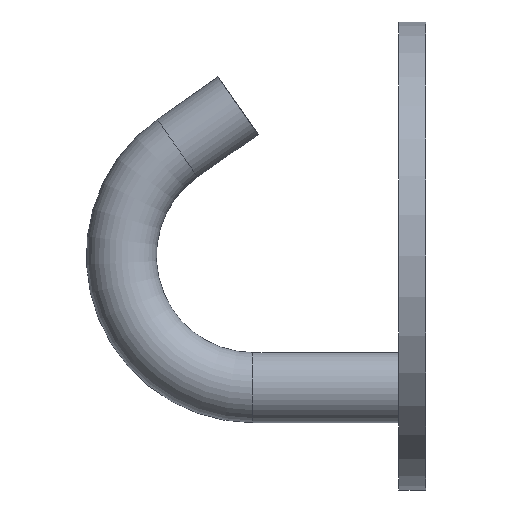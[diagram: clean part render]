
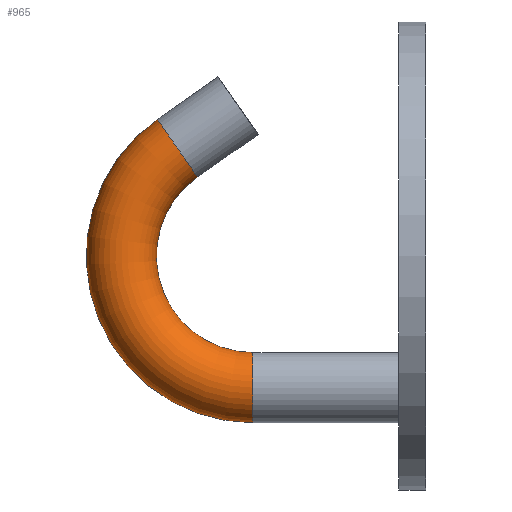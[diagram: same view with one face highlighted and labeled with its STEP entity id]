
A CAD part, left-side view. The second image highlights one B-rep face of the part: STEP entity #965.
In plain terms, the highlighted toroidal (fillet/blend) face has major radius 11.25 mm and minor radius 3 mm.
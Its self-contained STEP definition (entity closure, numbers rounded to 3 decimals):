
#62 = CIRCLE ( 'NONE', #240, 3. ) ;
#240 = AXIS2_PLACEMENT_3D ( 'NONE', #4929, #6121, #12288 ) ;
#715 = DIRECTION ( 'NONE',  ( 0., 0., -1. ) ) ;
#914 = EDGE_CURVE ( 'NONE', #5868, #12239, #62, .T. ) ;
#965 = ADVANCED_FACE ( 'NONE', ( #15361 ), #10444, .T. ) ;
#1517 = CARTESIAN_POINT ( 'NONE',  ( 0., 14.75, -14.25 ) ) ;
#1600 = EDGE_CURVE ( 'NONE', #14133, #7717, #13900, .T. ) ;
#1741 = ORIENTED_EDGE ( 'NONE', *, *, #914, .T. ) ;
#1793 = CARTESIAN_POINT ( 'NONE',  ( 0., 14.75, -11.25 ) ) ;
#2236 = EDGE_CURVE ( 'NONE', #14133, #5868, #15535, .T. ) ;
#2462 = ORIENTED_EDGE ( 'NONE', *, *, #12474, .F. ) ;
#2888 = DIRECTION ( 'NONE',  ( 0., 0., -1. ) ) ;
#3160 = DIRECTION ( 'NONE',  ( 0., -1., 0. ) ) ;
#3694 = ORIENTED_EDGE ( 'NONE', *, *, #2236, .T. ) ;
#4929 = CARTESIAN_POINT ( 'NONE',  ( 0., 21.203, 9.215 ) ) ;
#5086 = AXIS2_PLACEMENT_3D ( 'NONE', #6762, #15343, #10382 ) ;
#5424 = ORIENTED_EDGE ( 'NONE', *, *, #1600, .F. ) ;
#5647 = CARTESIAN_POINT ( 'NONE',  ( 0., 19.482, 6.758 ) ) ;
#5868 = VERTEX_POINT ( 'NONE', #5647 ) ;
#6067 = EDGE_LOOP ( 'NONE', ( #2462, #5424, #3694, #1741 ) ) ;
#6121 = DIRECTION ( 'NONE',  ( 0., 0.819, -0.574 ) ) ;
#6762 = CARTESIAN_POINT ( 'NONE',  ( 0., 14.75, 0. ) ) ;
#7335 = AXIS2_PLACEMENT_3D ( 'NONE', #1793, #3160, #715 ) ;
#7396 = DIRECTION ( 'NONE',  ( 1., 0., 0. ) ) ;
#7717 = VERTEX_POINT ( 'NONE', #1517 ) ;
#8885 = DIRECTION ( 'NONE',  ( 1., 0., 0. ) ) ;
#10382 = DIRECTION ( 'NONE',  ( 0., 0., -1. ) ) ;
#10444 = TOROIDAL_SURFACE ( 'NONE', #11662, 11.25, 3. ) ;
#11662 = AXIS2_PLACEMENT_3D ( 'NONE', #14624, #7396, #14793 ) ;
#12019 = CARTESIAN_POINT ( 'NONE',  ( 0., 14.75, -8.25 ) ) ;
#12239 = VERTEX_POINT ( 'NONE', #13121 ) ;
#12288 = DIRECTION ( 'NONE',  ( 0., 0.574, 0.819 ) ) ;
#12474 = EDGE_CURVE ( 'NONE', #7717, #12239, #15136, .T. ) ;
#13121 = CARTESIAN_POINT ( 'NONE',  ( 0., 22.923, 11.673 ) ) ;
#13454 = AXIS2_PLACEMENT_3D ( 'NONE', #13717, #8885, #2888 ) ;
#13717 = CARTESIAN_POINT ( 'NONE',  ( 0., 14.75, 0. ) ) ;
#13900 = CIRCLE ( 'NONE', #7335, 3. ) ;
#14133 = VERTEX_POINT ( 'NONE', #12019 ) ;
#14624 = CARTESIAN_POINT ( 'NONE',  ( 0., 14.75, 0. ) ) ;
#14793 = DIRECTION ( 'NONE',  ( 0., 0., -1. ) ) ;
#15136 = CIRCLE ( 'NONE', #13454, 14.25 ) ;
#15343 = DIRECTION ( 'NONE',  ( 1., 0., 0. ) ) ;
#15361 = FACE_OUTER_BOUND ( 'NONE', #6067, .T. ) ;
#15535 = CIRCLE ( 'NONE', #5086, 8.25 ) ;
